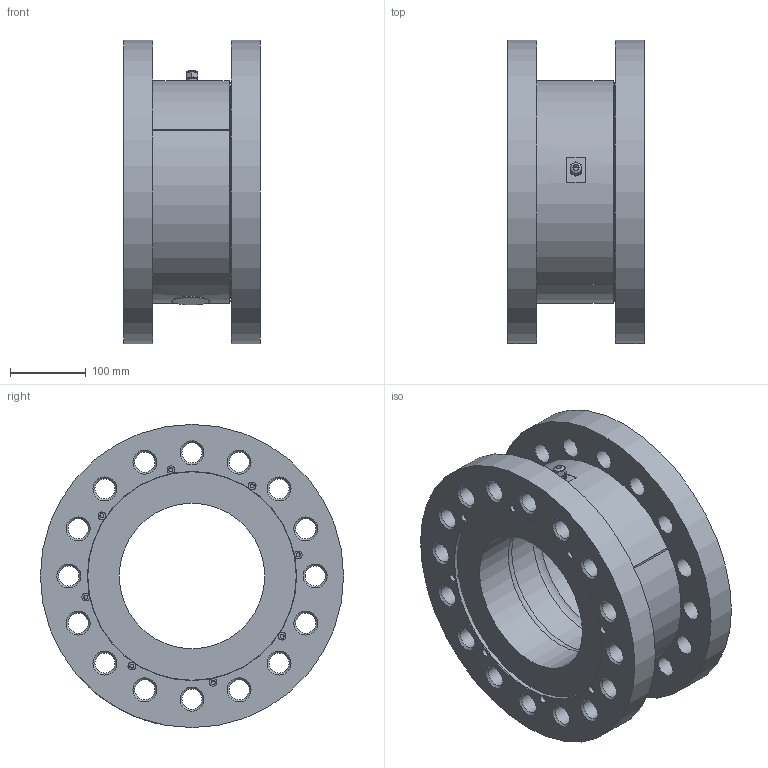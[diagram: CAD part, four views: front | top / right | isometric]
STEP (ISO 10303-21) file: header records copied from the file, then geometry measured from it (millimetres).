
FILE_DESCRIPTION (( 'STEP AP203' ), '1' );
FILE_NAME ('125-120-000-011_EF.STEP', '2021-02-10T08:48:43', ( 'magtroladmin' ), ( 'Hewlett-Packard Company' ), 'SwSTEP 2.0', 'SolidWorks 2021', '' );
FILE_SCHEMA (( 'CONFIG_CONTROL_DESIGN' ));
Length unit declared in the file: millimetre
Products named in the file (1): 125-120-000-011_EF
Bounding box: 180 x 400 x 400 mm (x, y, z)
Surface area: 789965.4 mm2 (no closed solid volume)
Topology: 0 solids, 22 shells, 174 faces, 1126 edges, 981 vertices
Faces by surface type: cylinder 80, cone 45, plane 38, bspline 6, torus 5
Full cylindrical faces by diameter (mm): 8 x1, 10 x8, 12.5 x1, 15 x2, 26.5 x32, 50 x2, 192 x2, 200 x1, 258.5 x1, 275 x2, 400 x2
Entity records: 18436 total; most frequent: CARTESIAN_POINT 11621, ORIENTED_EDGE 1211, EDGE_CURVE 998, VERTEX_POINT 947, DIRECTION 916, B_SPLINE_CURVE_WITH_KNOTS 648, AXIS2_PLACEMENT_3D 397, EDGE_LOOP 388
